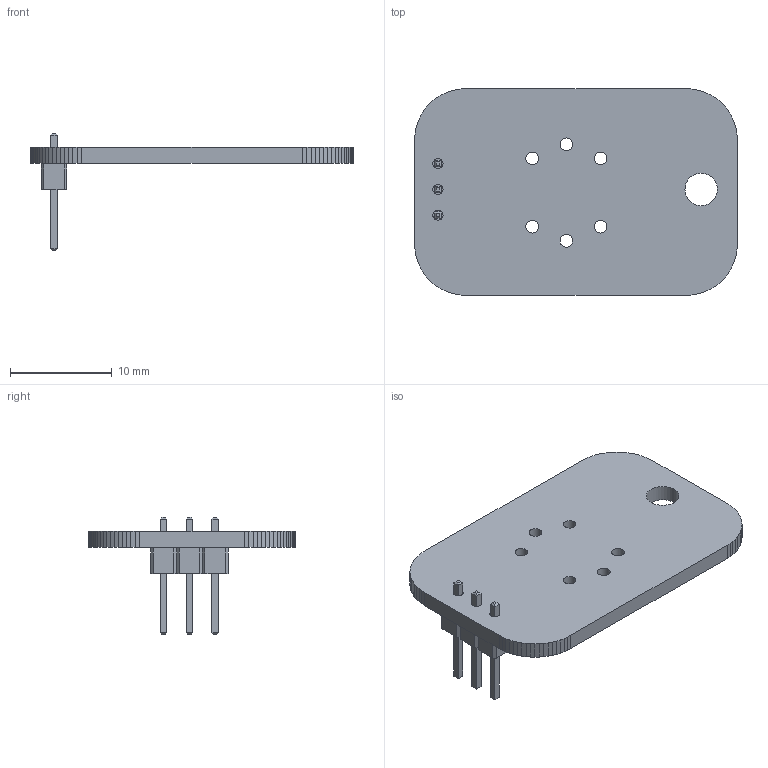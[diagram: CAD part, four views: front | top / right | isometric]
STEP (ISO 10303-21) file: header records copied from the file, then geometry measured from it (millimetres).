
FILE_DESCRIPTION(('KiCad electronic assembly'),'2;1');
FILE_NAME('modular sensor.step','2023-11-15T23:54:58',('Pcbnew'),( 'Kicad'),'Open CASCADE STEP processor 7.6','KiCad to STEP converter' ,'Unknown');
FILE_SCHEMA(('AUTOMOTIVE_DESIGN { 1 0 10303 214 1 1 1 1 }'));
Length unit declared in the file: millimetre
Products named in the file (4): modular sensor 1; PinHeader_1x03_P2.54mm_Vertical; SOLID; modular sensor PCB
Assembly tree (3 placements, depth 3):
  modular sensor 1
    PinHeader_1x03_P2.54mm_Vertical
      SOLID
    modular sensor PCB
Bounding box: 31.75 x 20.32 x 11.54 mm (x, y, z)
Volume: 1028.4 mm3; surface area: 1591 mm2
Topology: 2 solids, 2 shells, 164 faces, 438 edges, 284 vertices
Faces by surface type: plane 154, cylinder 10
Full cylindrical faces by diameter (mm): 1 x3, 1.25 x6, 3.2 x1
Entity records: 11400 total; most frequent: CARTESIAN_POINT 1886, DIRECTION 1650, LINE 1274, VECTOR 1274, ORIENTED_EDGE 876, PCURVE 876, DEFINITIONAL_REPRESENTATION 876, EDGE_CURVE 438
